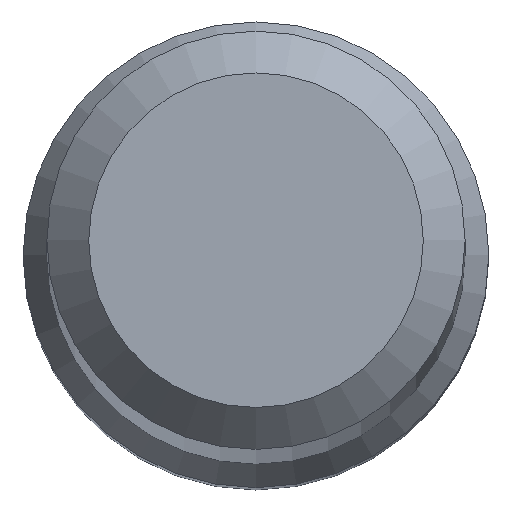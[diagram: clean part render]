
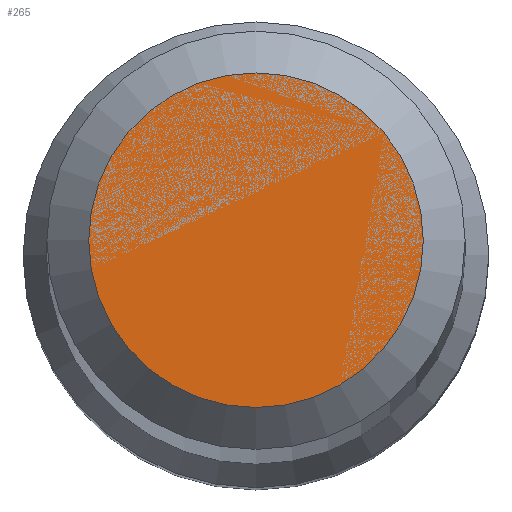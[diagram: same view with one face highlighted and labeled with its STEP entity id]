
A CAD part, top view. The second image highlights one B-rep face of the part: STEP entity #265.
In plain terms, the highlighted planar face has unit normal (0, 0, 1).
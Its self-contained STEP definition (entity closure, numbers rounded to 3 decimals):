
#18 = CARTESIAN_POINT ( 'NONE',  ( 0., 0., 70. ) ) ;
#25 = DIRECTION ( 'NONE',  ( 0., 0., -1. ) ) ;
#27 = AXIS2_PLACEMENT_3D ( 'NONE', #18, #25, #158 ) ;
#42 = AXIS2_PLACEMENT_3D ( 'NONE', #273, #180, #116 ) ;
#95 = FACE_OUTER_BOUND ( 'NONE', #151, .T. ) ;
#111 = CARTESIAN_POINT ( 'NONE',  ( 0., 1.2, 70. ) ) ;
#116 = DIRECTION ( 'NONE',  ( 0., 1., 0. ) ) ;
#119 = CIRCLE ( 'NONE', #27, 1.2 ) ;
#151 = EDGE_LOOP ( 'NONE', ( #289 ) ) ;
#158 = DIRECTION ( 'NONE',  ( 0., 1., 0. ) ) ;
#180 = DIRECTION ( 'NONE',  ( 0., 0., -1. ) ) ;
#187 = EDGE_CURVE ( 'NONE', #203, #203, #119, .T. ) ;
#203 = VERTEX_POINT ( 'NONE', #111 ) ;
#265 = ADVANCED_FACE ( 'NONE', ( #95 ), #302, .F. ) ;
#273 = CARTESIAN_POINT ( 'NONE',  ( 0., 0., 70. ) ) ;
#289 = ORIENTED_EDGE ( 'NONE', *, *, #187, .F. ) ;
#302 = PLANE ( 'NONE',  #42 ) ;
